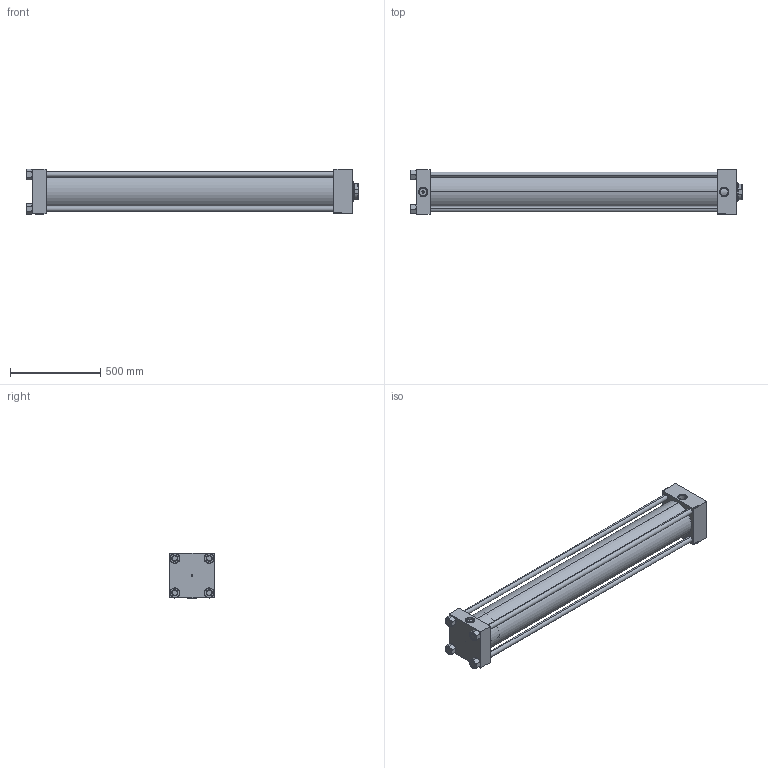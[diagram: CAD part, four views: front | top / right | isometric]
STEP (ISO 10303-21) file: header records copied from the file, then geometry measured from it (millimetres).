
FILE_DESCRIPTION (( 'STEP AP203' ), '1' );
FILE_NAME ('d7b2.STEP', '2023-08-23T03:13:50', ( '' ), ( '' ), 'SwSTEP 2.0', 'SolidWorks 2019', '' );
FILE_SCHEMA (( 'CONFIG_CONTROL_DESIGN' ));
Length unit declared in the file: millimetre
Products named in the file (7): d7b2; Zatka_pro_OIL_PORT d9999ad182d885db0d58003b5f3763fc; V215CR_C_Body d9999ad182d885db0d58003b5f3763fc; V215CR_C_TYCINKA d9999ad182d885db0d58003b5f3763fc; V215CR_VCP_C d9999ad182d885db0d58003b5f3763fc; NUT_M5_C d9999ad182d885db0d58003b5f3763fc; V215_VC_A d9999ad182d885db0d58003b5f3763fc
Assembly tree (12 placements, depth 2):
  d7b2
    V215CR_C_Body d9999ad182d885db0d58003b5f3763fc
    V215CR_VCP_C d9999ad182d885db0d58003b5f3763fc
    NUT_M5_C d9999ad182d885db0d58003b5f3763fc  x4
    V215CR_C_TYCINKA d9999ad182d885db0d58003b5f3763fc  x4
    V215_VC_A d9999ad182d885db0d58003b5f3763fc
    Zatka_pro_OIL_PORT d9999ad182d885db0d58003b5f3763fc
Bounding box: 1836 x 245 x 254.22 mm (x, y, z)
Volume: 29866077 mm3; surface area: 3911417.1 mm2
Topology: 12 solids, 12 shells, 1250 faces, 3155 edges, 2049 vertices
Faces by surface type: plane 598, bspline 392, cone 158, cylinder 94, torus 8
Entity records: 52558 total; most frequent: CARTESIAN_POINT 27816, ORIENTED_EDGE 5574, DIRECTION 3609, EDGE_CURVE 2787, VERTEX_POINT 1827, LINE 1645, VECTOR 1645, EDGE_LOOP 1228
